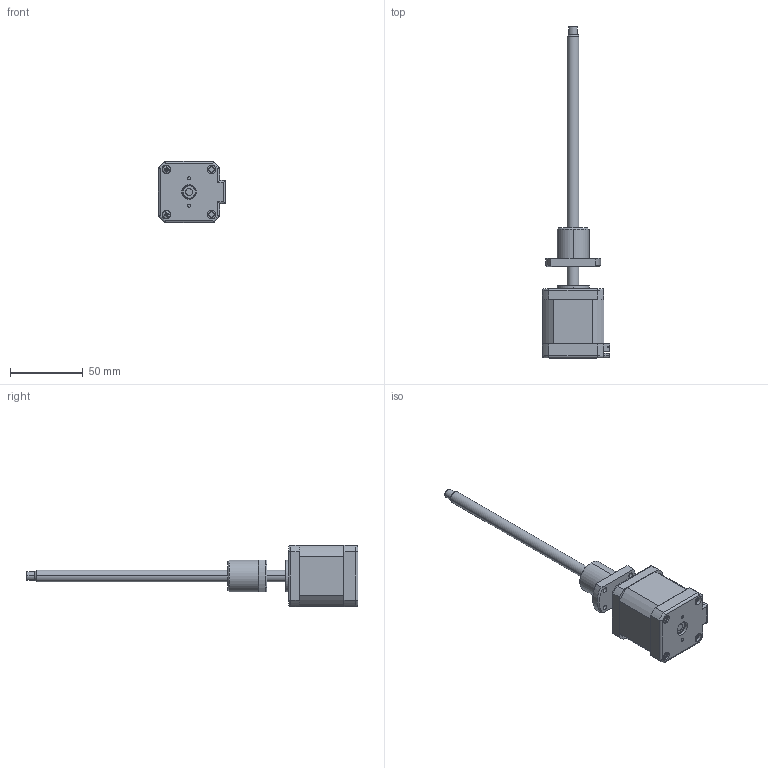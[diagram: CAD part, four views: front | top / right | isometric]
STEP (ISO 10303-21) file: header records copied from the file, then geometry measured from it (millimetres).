
FILE_DESCRIPTION (( 'STEP AP203' ), '1' );
FILE_NAME ('BE176S-B0805-175-BU1-S-200.STEP', '2019-04-11T05:57:37', ( 'Sky123.Org' ), ( 'Sky123.Org' ), 'SwSTEP 2.0', 'SolidWorks 2014', '' );
FILE_SCHEMA (( 'CONFIG_CONTROL_DESIGN' ));
Length unit declared in the file: millimetre
Products named in the file (1): BE176S-B0805-175-BU1-S-200
Bounding box: 46.2 x 228.8 x 42.2 mm (x, y, z)
Surface area: 24654.8 mm2 (no closed solid volume)
Topology: 0 solids, 17 shells, 271 faces, 913 edges, 646 vertices
Faces by surface type: plane 139, cylinder 82, cone 32, torus 14, sphere 4
Entity records: 10385 total; most frequent: CARTESIAN_POINT 2371, DIRECTION 1635, ORIENTED_EDGE 1515, EDGE_CURVE 913, VERTEX_POINT 646, VECTOR 563, LINE 563, AXIS2_PLACEMENT_3D 536
